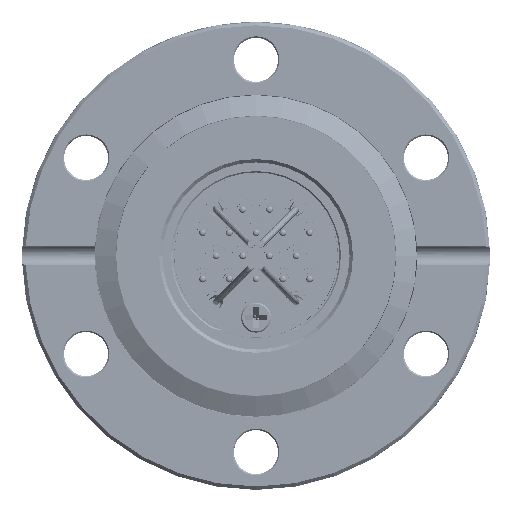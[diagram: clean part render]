
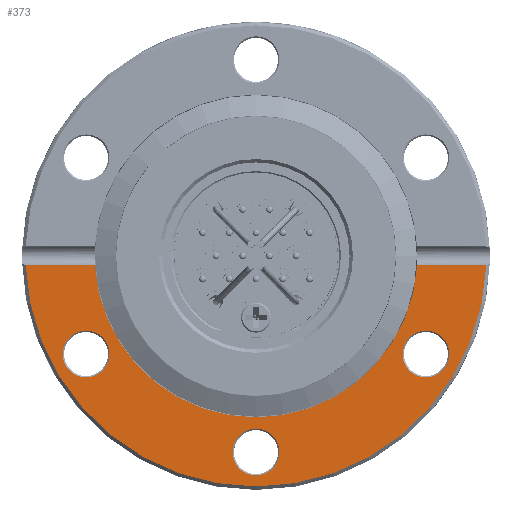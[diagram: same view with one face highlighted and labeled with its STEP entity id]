
A CAD part, top view. The second image highlights one B-rep face of the part: STEP entity #373.
In plain terms, the highlighted planar face has unit normal (0, 0, 1).
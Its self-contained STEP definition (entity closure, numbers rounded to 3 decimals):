
#102 = EDGE_CURVE ( 'NONE', #5792, #47312, #26641, .T. ) ;
#301 = ORIENTED_EDGE ( 'NONE', *, *, #37766, .F. ) ;
#373 = ADVANCED_FACE ( 'NONE', ( #56744, #3656, #44001, #3365 ), #13253, .F. ) ;
#1535 = VERTEX_POINT ( 'NONE', #49279 ) ;
#2679 = DIRECTION ( 'NONE',  ( 0., 0., -1. ) ) ;
#3365 = FACE_OUTER_BOUND ( 'NONE', #54440, .T. ) ;
#3656 = FACE_BOUND ( 'NONE', #22032, .T. ) ;
#4324 = ORIENTED_EDGE ( 'NONE', *, *, #25601, .T. ) ;
#5792 = VERTEX_POINT ( 'NONE', #21390 ) ;
#5796 = VECTOR ( 'NONE', #8439, 1000. ) ;
#7056 = CARTESIAN_POINT ( 'NONE',  ( 25.418, -14.675, 0. ) ) ;
#8439 = DIRECTION ( 'NONE',  ( 1., 0., 0. ) ) ;
#8603 = DIRECTION ( 'NONE',  ( 0., 0., -1. ) ) ;
#8879 = CARTESIAN_POINT ( 'NONE',  ( 0., 34.5, 0. ) ) ;
#9262 = ORIENTED_EDGE ( 'NONE', *, *, #102, .T. ) ;
#10061 = ORIENTED_EDGE ( 'NONE', *, *, #56826, .T. ) ;
#10666 = CARTESIAN_POINT ( 'NONE',  ( 0., 0., 0. ) ) ;
#12789 = LINE ( 'NONE', #30479, #5796 ) ;
#13000 = CIRCLE ( 'NONE', #26891, 3.5 ) ;
#13253 = PLANE ( 'NONE',  #33051 ) ;
#13420 = VERTEX_POINT ( 'NONE', #30242 ) ;
#15619 = EDGE_CURVE ( 'NONE', #5792, #1535, #16653, .T. ) ;
#16653 = CIRCLE ( 'NONE', #49091, 24.15 ) ;
#18125 = DIRECTION ( 'NONE',  ( 0., -1., 0. ) ) ;
#18903 = VERTEX_POINT ( 'NONE', #24372 ) ;
#19852 = DIRECTION ( 'NONE',  ( 0., 1., 0. ) ) ;
#20063 = DIRECTION ( 'NONE',  ( 0., 1., 0. ) ) ;
#20627 = CARTESIAN_POINT ( 'NONE',  ( 0., -29.35, 0. ) ) ;
#21390 = CARTESIAN_POINT ( 'NONE',  ( -24.109, -1.414, 0. ) ) ;
#22032 = EDGE_LOOP ( 'NONE', ( #4324 ) ) ;
#22287 = AXIS2_PLACEMENT_3D ( 'NONE', #20627, #46710, #46130 ) ;
#22664 = ORIENTED_EDGE ( 'NONE', *, *, #31934, .T. ) ;
#23175 = EDGE_LOOP ( 'NONE', ( #56024 ) ) ;
#24240 = CIRCLE ( 'NONE', #42748, 3.5 ) ;
#24305 = DIRECTION ( 'NONE',  ( 0., 0., 1. ) ) ;
#24372 = CARTESIAN_POINT ( 'NONE',  ( 34.471, -1.414, 0. ) ) ;
#25601 = EDGE_CURVE ( 'NONE', #47357, #47357, #37088, .T. ) ;
#26641 = LINE ( 'NONE', #53060, #34941 ) ;
#26891 = AXIS2_PLACEMENT_3D ( 'NONE', #7056, #2679, #19852 ) ;
#27864 = EDGE_LOOP ( 'NONE', ( #22664 ) ) ;
#28361 = DIRECTION ( 'NONE',  ( 0., -1., 0. ) ) ;
#29336 = EDGE_CURVE ( 'NONE', #13420, #13420, #13000, .T. ) ;
#30242 = CARTESIAN_POINT ( 'NONE',  ( 25.418, -11.175, 0. ) ) ;
#30348 = DIRECTION ( 'NONE',  ( 0., 1., 0. ) ) ;
#30479 = CARTESIAN_POINT ( 'NONE',  ( 37.07, -1.414, 0. ) ) ;
#30881 = DIRECTION ( 'NONE',  ( 0., 0., 1. ) ) ;
#31934 = EDGE_CURVE ( 'NONE', #54261, #54261, #24240, .T. ) ;
#32200 = CARTESIAN_POINT ( 'NONE',  ( -25.418, -11.175, 0. ) ) ;
#33051 = AXIS2_PLACEMENT_3D ( 'NONE', #8879, #8603, #30348 ) ;
#34941 = VECTOR ( 'NONE', #57094, 1000. ) ;
#37088 = CIRCLE ( 'NONE', #22287, 3.5 ) ;
#37473 = CARTESIAN_POINT ( 'NONE',  ( -25.418, -14.675, 0. ) ) ;
#37766 = EDGE_CURVE ( 'NONE', #1535, #18903, #12789, .T. ) ;
#37973 = ORIENTED_EDGE ( 'NONE', *, *, #15619, .F. ) ;
#38665 = CARTESIAN_POINT ( 'NONE',  ( 0., -25.85, 0. ) ) ;
#40424 = CARTESIAN_POINT ( 'NONE',  ( 0., 0., 0. ) ) ;
#42666 = DIRECTION ( 'NONE',  ( 0., 0., -1. ) ) ;
#42748 = AXIS2_PLACEMENT_3D ( 'NONE', #37473, #42666, #20063 ) ;
#44001 = FACE_BOUND ( 'NONE', #23175, .T. ) ;
#46130 = DIRECTION ( 'NONE',  ( 0., 1., 0. ) ) ;
#46452 = CIRCLE ( 'NONE', #48290, 34.5 ) ;
#46554 = CARTESIAN_POINT ( 'NONE',  ( -34.471, -1.414, 0. ) ) ;
#46710 = DIRECTION ( 'NONE',  ( 0., 0., -1. ) ) ;
#47312 = VERTEX_POINT ( 'NONE', #46554 ) ;
#47357 = VERTEX_POINT ( 'NONE', #38665 ) ;
#48290 = AXIS2_PLACEMENT_3D ( 'NONE', #10666, #24305, #28361 ) ;
#49091 = AXIS2_PLACEMENT_3D ( 'NONE', #40424, #30881, #18125 ) ;
#49279 = CARTESIAN_POINT ( 'NONE',  ( 24.109, -1.414, 0. ) ) ;
#53060 = CARTESIAN_POINT ( 'NONE',  ( -37.07, -1.414, 0. ) ) ;
#54261 = VERTEX_POINT ( 'NONE', #32200 ) ;
#54440 = EDGE_LOOP ( 'NONE', ( #37973, #9262, #10061, #301 ) ) ;
#56024 = ORIENTED_EDGE ( 'NONE', *, *, #29336, .T. ) ;
#56744 = FACE_BOUND ( 'NONE', #27864, .T. ) ;
#56826 = EDGE_CURVE ( 'NONE', #47312, #18903, #46452, .T. ) ;
#57094 = DIRECTION ( 'NONE',  ( -1., 0., 0. ) ) ;
